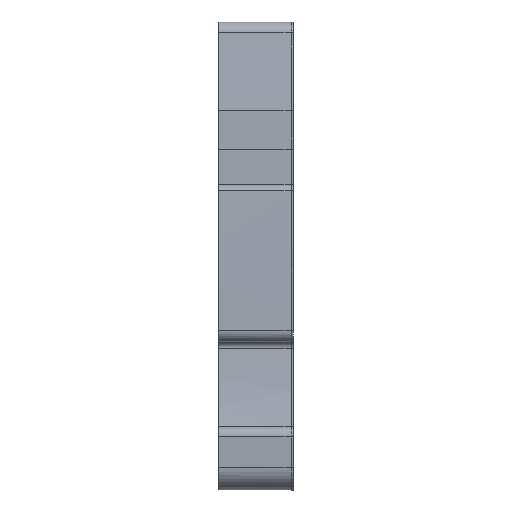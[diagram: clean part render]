
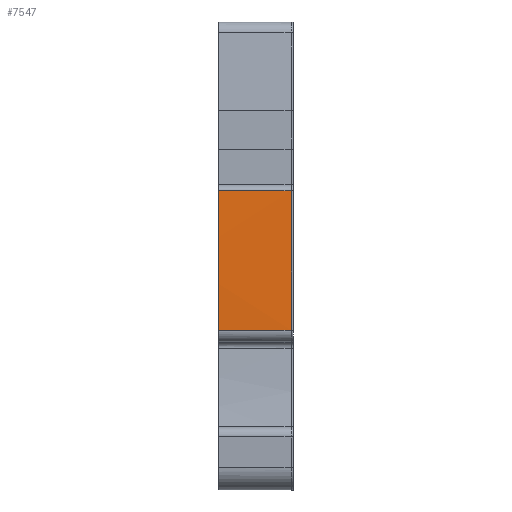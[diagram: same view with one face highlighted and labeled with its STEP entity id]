
A CAD part, front view. The second image highlights one B-rep face of the part: STEP entity #7547.
In plain terms, the highlighted cylindrical face has radius 198.503 mm (diameter 397.006 mm), a partial arc.
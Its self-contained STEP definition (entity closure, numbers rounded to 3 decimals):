
#4436=AXIS2_PLACEMENT_3D('Circle Axis2P3D',#4434,#4435,$) ;
#7534=AXIS2_PLACEMENT_3D('Cylinder Axis2P3D',#7531,#7532,#7533) ;
#2142=CARTESIAN_POINT('Vertex',(6.1,1.674,25.2)) ;
#2146=CARTESIAN_POINT('Control Point',(6.1,1.539,13.45)) ;
#2147=CARTESIAN_POINT('Control Point',(6.1,1.497,15.8)) ;
#2148=CARTESIAN_POINT('Control Point',(6.1,1.489,18.151)) ;
#2149=CARTESIAN_POINT('Control Point',(6.1,1.516,20.502)) ;
#2150=CARTESIAN_POINT('Control Point',(6.1,1.577,22.852)) ;
#2151=CARTESIAN_POINT('Control Point',(6.1,1.674,25.2)) ;
#2152=CARTESIAN_POINT('Vertex',(6.1,1.539,13.45)) ;
#4431=CARTESIAN_POINT('Vertex',(0.,1.539,13.45)) ;
#4434=CARTESIAN_POINT('Axis2P3D Location',(0.,200.009,17.05)) ;
#4438=CARTESIAN_POINT('Vertex',(0.,1.674,25.2)) ;
#7519=CARTESIAN_POINT('Line Origine',(3.05,1.674,25.2)) ;
#7531=CARTESIAN_POINT('Axis2P3D Location',(0.025,200.009,17.05)) ;
#7536=CARTESIAN_POINT('Line Origine',(0.025,1.539,13.45)) ;
#4435=DIRECTION('Axis2P3D Direction',(-1.,0.,0.)) ;
#7520=DIRECTION('Vector Direction',(-1.,0.,0.)) ;
#7532=DIRECTION('Axis2P3D Direction',(-1.,0.,0.)) ;
#7533=DIRECTION('Axis2P3D XDirection',(0.,-1.,-0.018)) ;
#7537=DIRECTION('Vector Direction',(-1.,0.,0.)) ;
#7521=VECTOR('Line Direction',#7520,1.) ;
#7538=VECTOR('Line Direction',#7537,1.) ;
#7542=ORIENTED_EDGE('',*,*,#7540,.T.) ;
#7543=ORIENTED_EDGE('',*,*,#2154,.F.) ;
#7544=ORIENTED_EDGE('',*,*,#7523,.T.) ;
#7545=ORIENTED_EDGE('',*,*,#4440,.F.) ;
#7547=ADVANCED_FACE('MLD',(#7546),#7535,.T.) ;
#2145=B_SPLINE_CURVE_WITH_KNOTS('',5,(#2146,#2147,#2148,#2149,#2150,#2151),.UNSPECIFIED.,.F.,.U.,(6,6),(0.,16.619),.UNSPECIFIED.) ;
#4437=CIRCLE('generated circle',#4436,198.503) ;
#7535=CYLINDRICAL_SURFACE('generated cylinder',#7534,198.503) ;
#2154=EDGE_CURVE('',#2143,#2153,#2145,.F.) ;
#4440=EDGE_CURVE('',#4432,#4439,#4437,.T.) ;
#7523=EDGE_CURVE('',#2143,#4439,#7522,.T.) ;
#7540=EDGE_CURVE('',#4432,#2153,#7539,.F.) ;
#7541=EDGE_LOOP('',(#7542,#7543,#7544,#7545)) ;
#7546=FACE_OUTER_BOUND('',#7541,.T.) ;
#7522=LINE('Line',#7519,#7521) ;
#7539=LINE('Line',#7536,#7538) ;
#2143=VERTEX_POINT('',#2142) ;
#2153=VERTEX_POINT('',#2152) ;
#4432=VERTEX_POINT('',#4431) ;
#4439=VERTEX_POINT('',#4438) ;
